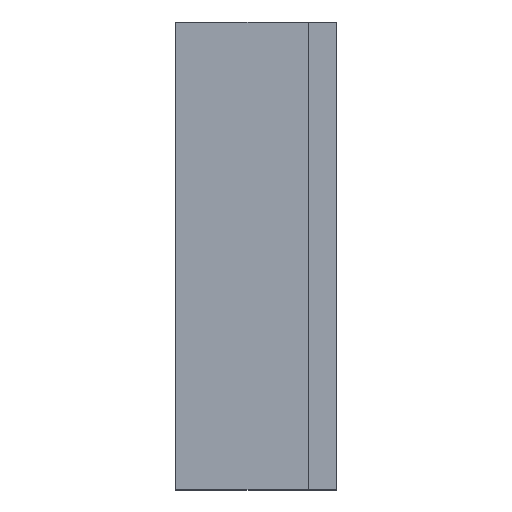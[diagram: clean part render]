
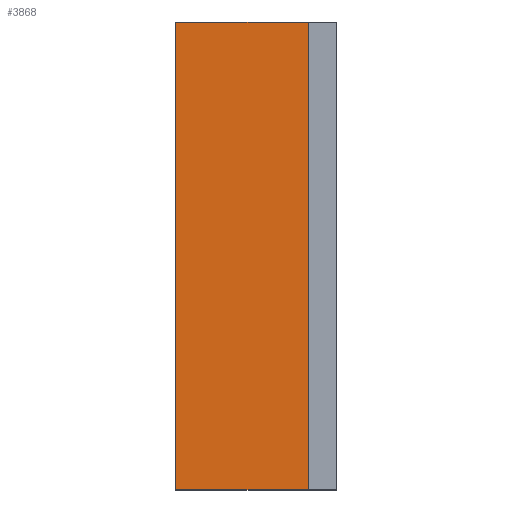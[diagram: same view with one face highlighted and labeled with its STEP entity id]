
A CAD part, left-side view. The second image highlights one B-rep face of the part: STEP entity #3868.
In plain terms, the highlighted planar face has unit normal (-1, 0, 0).
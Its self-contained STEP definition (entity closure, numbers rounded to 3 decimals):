
#259 = DIRECTION ( 'NONE',  ( 0., 0., 1. ) ) ;
#325 = VERTEX_POINT ( 'NONE', #1713 ) ;
#418 = CARTESIAN_POINT ( 'NONE',  ( -1.5, 0.86, 1.25 ) ) ;
#451 = DIRECTION ( 'NONE',  ( 0., 0., -1. ) ) ;
#540 = DIRECTION ( 'NONE',  ( 0., -1., 0. ) ) ;
#559 = VECTOR ( 'NONE', #4532, 1000. ) ;
#1179 = LINE ( 'NONE', #4225, #1825 ) ;
#1201 = ORIENTED_EDGE ( 'NONE', *, *, #3698, .F. ) ;
#1344 = CARTESIAN_POINT ( 'NONE',  ( -1.5, 0.15, 1.25 ) ) ;
#1713 = CARTESIAN_POINT ( 'NONE',  ( -1.5, 0.86, -1.25 ) ) ;
#1825 = VECTOR ( 'NONE', #3828, 1000. ) ;
#1835 = AXIS2_PLACEMENT_3D ( 'NONE', #2717, #3465, #451 ) ;
#1890 = LINE ( 'NONE', #4845, #2250 ) ;
#2203 = VECTOR ( 'NONE', #540, 1000. ) ;
#2250 = VECTOR ( 'NONE', #259, 1000. ) ;
#2380 = EDGE_CURVE ( 'NONE', #325, #3690, #3190, .T. ) ;
#2626 = VERTEX_POINT ( 'NONE', #418 ) ;
#2717 = CARTESIAN_POINT ( 'NONE',  ( -1.5, 0.86, 1.25 ) ) ;
#2842 = EDGE_CURVE ( 'NONE', #3690, #3445, #1890, .T. ) ;
#2926 = ORIENTED_EDGE ( 'NONE', *, *, #2842, .T. ) ;
#3014 = EDGE_LOOP ( 'NONE', ( #4579, #2926, #3813, #1201 ) ) ;
#3189 = EDGE_CURVE ( 'NONE', #2626, #3445, #1179, .T. ) ;
#3190 = LINE ( 'NONE', #4684, #2203 ) ;
#3445 = VERTEX_POINT ( 'NONE', #1344 ) ;
#3465 = DIRECTION ( 'NONE',  ( 1., 0., 0. ) ) ;
#3690 = VERTEX_POINT ( 'NONE', #4173 ) ;
#3698 = EDGE_CURVE ( 'NONE', #325, #2626, #4632, .T. ) ;
#3813 = ORIENTED_EDGE ( 'NONE', *, *, #3189, .F. ) ;
#3828 = DIRECTION ( 'NONE',  ( 0., -1., 0. ) ) ;
#3867 = PLANE ( 'NONE',  #1835 ) ;
#3868 = ADVANCED_FACE ( 'NONE', ( #3984 ), #3867, .F. ) ;
#3984 = FACE_OUTER_BOUND ( 'NONE', #3014, .T. ) ;
#4173 = CARTESIAN_POINT ( 'NONE',  ( -1.5, 0.15, -1.25 ) ) ;
#4225 = CARTESIAN_POINT ( 'NONE',  ( -1.5, 0.86, 1.25 ) ) ;
#4532 = DIRECTION ( 'NONE',  ( 0., 0., 1. ) ) ;
#4577 = CARTESIAN_POINT ( 'NONE',  ( -1.5, 0.86, 1.25 ) ) ;
#4579 = ORIENTED_EDGE ( 'NONE', *, *, #2380, .T. ) ;
#4632 = LINE ( 'NONE', #4577, #559 ) ;
#4684 = CARTESIAN_POINT ( 'NONE',  ( -1.5, 0.86, -1.25 ) ) ;
#4845 = CARTESIAN_POINT ( 'NONE',  ( -1.5, 0.15, 1.25 ) ) ;
